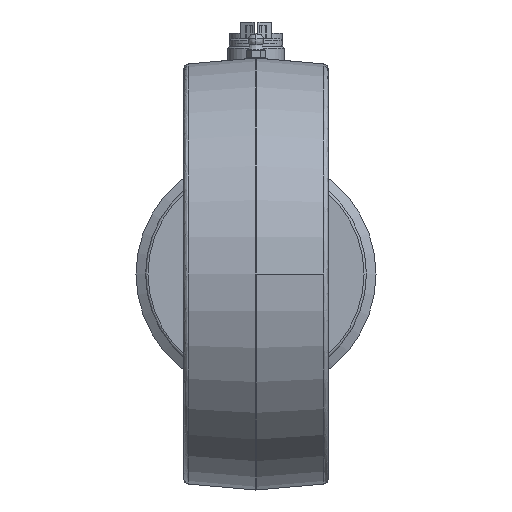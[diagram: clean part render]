
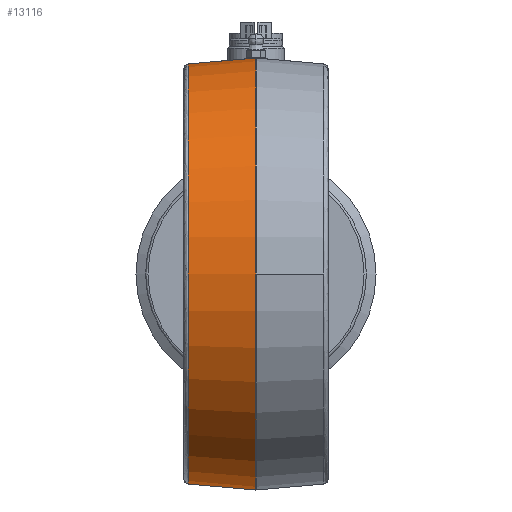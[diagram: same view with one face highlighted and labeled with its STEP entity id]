
A CAD part, left-side view. The second image highlights one B-rep face of the part: STEP entity #13116.
In plain terms, the highlighted conical face has half-angle 5 degrees and reference radius 89.985 mm.
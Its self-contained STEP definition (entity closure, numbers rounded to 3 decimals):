
#200 = CARTESIAN_POINT ( 'NONE',  ( -141., 0.174, -89.985 ) ) ;
#967 = CARTESIAN_POINT ( 'NONE',  ( -141., 0.174, 0. ) ) ;
#1578 = CARTESIAN_POINT ( 'NONE',  ( -141., 0., 90. ) ) ;
#2604 = AXIS2_PLACEMENT_3D ( 'NONE', #15615, #13605, #18660 ) ;
#5588 = CARTESIAN_POINT ( 'NONE',  ( -230.985, 0.174, 0. ) ) ;
#6133 = CARTESIAN_POINT ( 'NONE',  ( -141., 0.174, 0. ) ) ;
#6461 = EDGE_CURVE ( 'NONE', #28552, #16002, #27919, .T. ) ;
#6502 = AXIS2_PLACEMENT_3D ( 'NONE', #967, #8578, #30610 ) ;
#7139 = AXIS2_PLACEMENT_3D ( 'NONE', #6133, #25116, #19351 ) ;
#8055 = EDGE_CURVE ( 'NONE', #16002, #25443, #13336, .T. ) ;
#8578 = DIRECTION ( 'NONE',  ( 0., -1., 0. ) ) ;
#8769 = DIRECTION ( 'NONE',  ( 0., -1., 0. ) ) ;
#9728 = DIRECTION ( 'NONE',  ( 0., -0.996, 0.087 ) ) ;
#11351 = VECTOR ( 'NONE', #35700, 1000. ) ;
#11861 = ORIENTED_EDGE ( 'NONE', *, *, #28159, .F. ) ;
#13116 = ADVANCED_FACE ( 'NONE', ( #14716 ), #19226, .T. ) ;
#13336 = LINE ( 'NONE', #35355, #11351 ) ;
#13605 = DIRECTION ( 'NONE',  ( 0., -1., 0. ) ) ;
#14130 = ORIENTED_EDGE ( 'NONE', *, *, #17519, .F. ) ;
#14716 = FACE_OUTER_BOUND ( 'NONE', #35022, .T. ) ;
#15150 = LINE ( 'NONE', #1578, #32592 ) ;
#15615 = CARTESIAN_POINT ( 'NONE',  ( -141., 28.174, 0. ) ) ;
#16002 = VERTEX_POINT ( 'NONE', #200 ) ;
#17519 = EDGE_CURVE ( 'NONE', #29047, #18979, #15150, .T. ) ;
#18660 = DIRECTION ( 'NONE',  ( 1., 0., 0. ) ) ;
#18979 = VERTEX_POINT ( 'NONE', #32488 ) ;
#18983 = ORIENTED_EDGE ( 'NONE', *, *, #8055, .F. ) ;
#19226 = CONICAL_SURFACE ( 'NONE', #6502, 89.985, 0.087 ) ;
#19351 = DIRECTION ( 'NONE',  ( -1., 0., 0. ) ) ;
#19371 = CIRCLE ( 'NONE', #26315, 89.985 ) ;
#22656 = CARTESIAN_POINT ( 'NONE',  ( -141., 0.174, 0. ) ) ;
#25116 = DIRECTION ( 'NONE',  ( 0., -1., 0. ) ) ;
#25443 = VERTEX_POINT ( 'NONE', #25954 ) ;
#25954 = CARTESIAN_POINT ( 'NONE',  ( -141., 28.174, -87.535 ) ) ;
#26315 = AXIS2_PLACEMENT_3D ( 'NONE', #22656, #8769, #35365 ) ;
#27919 = CIRCLE ( 'NONE', #7139, 89.985 ) ;
#28159 = EDGE_CURVE ( 'NONE', #18979, #28552, #19371, .T. ) ;
#28393 = EDGE_CURVE ( 'NONE', #29047, #25443, #33762, .T. ) ;
#28552 = VERTEX_POINT ( 'NONE', #5588 ) ;
#29047 = VERTEX_POINT ( 'NONE', #30441 ) ;
#29250 = ORIENTED_EDGE ( 'NONE', *, *, #28393, .T. ) ;
#30441 = CARTESIAN_POINT ( 'NONE',  ( -141., 28.174, 87.535 ) ) ;
#30610 = DIRECTION ( 'NONE',  ( 1., 0., 0. ) ) ;
#32488 = CARTESIAN_POINT ( 'NONE',  ( -141., 0.174, 89.985 ) ) ;
#32592 = VECTOR ( 'NONE', #9728, 1000. ) ;
#33617 = ORIENTED_EDGE ( 'NONE', *, *, #6461, .F. ) ;
#33762 = CIRCLE ( 'NONE', #2604, 87.535 ) ;
#35022 = EDGE_LOOP ( 'NONE', ( #18983, #33617, #11861, #14130, #29250 ) ) ;
#35355 = CARTESIAN_POINT ( 'NONE',  ( -141., 0., -90. ) ) ;
#35365 = DIRECTION ( 'NONE',  ( -1., 0., 0. ) ) ;
#35700 = DIRECTION ( 'NONE',  ( 0., 0.996, 0.087 ) ) ;
